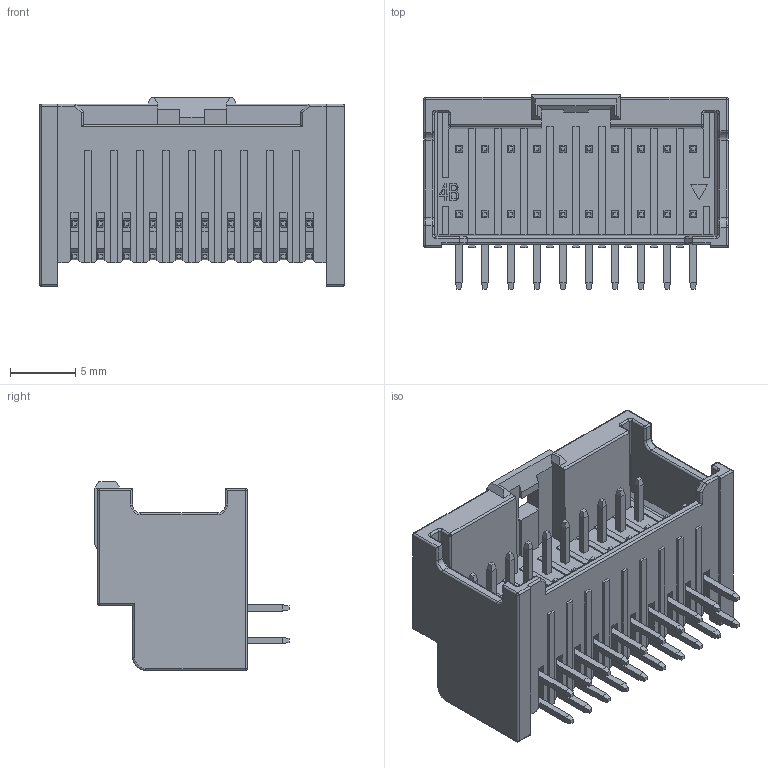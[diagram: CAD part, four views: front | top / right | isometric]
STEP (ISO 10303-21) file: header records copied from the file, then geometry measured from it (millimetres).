
FILE_DESCRIPTION( ('This file contains a STEP AP42 implementation' ,'as created by ZW3D STEP Interface translator.') ,'2;1' );
FILE_NAME( 'WF2007-2WR10ET1.stp' ,'24 1 2.173216', (''), ('ZWCAD Software Co.'), 'Version 1.0', 'ZW3D to STEP translator', '' );
FILE_SCHEMA(('AUTOMOTIVE_DESIGN { 1 0 10303 214 1 1 1 1 }'));
Length unit declared in the file: millimetre
Products named in the file (2): 0; WF2007-2WR10ET1
Bounding box: 23.4 x 14.9 x 14.5 mm (x, y, z)
Volume: 1350.6 mm3; surface area: 2898.8 mm2
Topology: 1 solids, 1 shells, 1202 faces, 3096 edges, 1921 vertices
Faces by surface type: plane 1002, cylinder 149, sphere 19, torus 18, bspline 14
Entity records: 37910 total; most frequent: CARTESIAN_POINT 7964, ORIENTED_EDGE 6192, DIRECTION 5494, EDGE_CURVE 3096, VECTOR 2616, LINE 2616, VERTEX_POINT 1921, AXIS2_PLACEMENT_3D 1439
